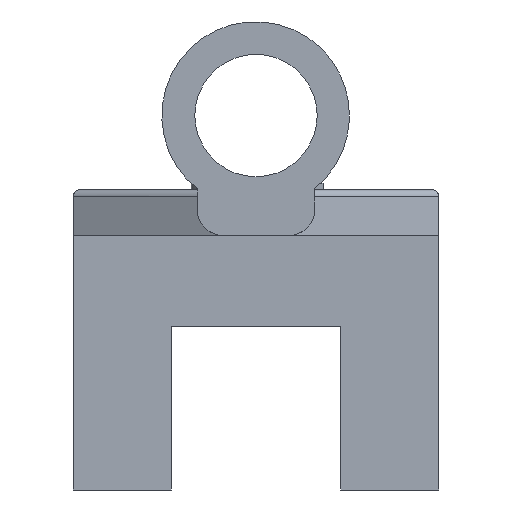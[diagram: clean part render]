
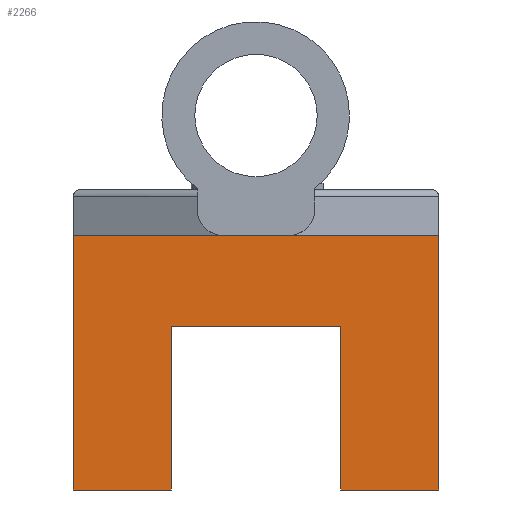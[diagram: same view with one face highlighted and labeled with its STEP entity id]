
A CAD part, front view. The second image highlights one B-rep face of the part: STEP entity #2266.
In plain terms, the highlighted planar face has unit normal (0, -1, 0).
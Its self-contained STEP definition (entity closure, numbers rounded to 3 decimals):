
#85=PLANE('',#2448);
#168=FACE_OUTER_BOUND('',#296,.T.);
#296=EDGE_LOOP('',(#1650,#1651,#1652,#1653,#1654,#1655,#1656,#1657));
#485=LINE('',#3206,#712);
#499=LINE('',#3239,#726);
#500=LINE('',#3241,#727);
#501=LINE('',#3243,#728);
#502=LINE('',#3245,#729);
#503=LINE('',#3247,#730);
#504=LINE('',#3249,#731);
#505=LINE('',#3250,#732);
#712=VECTOR('',#2658,10.);
#726=VECTOR('',#2690,10.);
#727=VECTOR('',#2693,10.);
#728=VECTOR('',#2694,10.);
#729=VECTOR('',#2695,10.);
#730=VECTOR('',#2696,10.);
#731=VECTOR('',#2697,10.);
#732=VECTOR('',#2698,10.);
#1015=VERTEX_POINT('',#3203);
#1016=VERTEX_POINT('',#3205);
#1022=VERTEX_POINT('',#3227);
#1026=VERTEX_POINT('',#3237);
#1027=VERTEX_POINT('',#3242);
#1028=VERTEX_POINT('',#3244);
#1029=VERTEX_POINT('',#3246);
#1030=VERTEX_POINT('',#3248);
#1253=EDGE_CURVE('',#1016,#1015,#485,.T.);
#1270=EDGE_CURVE('',#1022,#1026,#499,.T.);
#1271=EDGE_CURVE('',#1015,#1022,#500,.T.);
#1272=EDGE_CURVE('',#1026,#1027,#501,.F.);
#1273=EDGE_CURVE('',#1027,#1028,#502,.T.);
#1274=EDGE_CURVE('',#1028,#1029,#503,.F.);
#1275=EDGE_CURVE('',#1029,#1030,#504,.T.);
#1276=EDGE_CURVE('',#1030,#1016,#505,.F.);
#1650=ORIENTED_EDGE('',*,*,#1271,.T.);
#1651=ORIENTED_EDGE('',*,*,#1270,.T.);
#1652=ORIENTED_EDGE('',*,*,#1272,.T.);
#1653=ORIENTED_EDGE('',*,*,#1273,.T.);
#1654=ORIENTED_EDGE('',*,*,#1274,.T.);
#1655=ORIENTED_EDGE('',*,*,#1275,.T.);
#1656=ORIENTED_EDGE('',*,*,#1276,.T.);
#1657=ORIENTED_EDGE('',*,*,#1253,.T.);
#2266=ADVANCED_FACE('',(#168),#85,.F.);
#2448=AXIS2_PLACEMENT_3D('',#3240,#2691,#2692);
#2658=DIRECTION('',(0.,0.,1.));
#2690=DIRECTION('',(0.,0.,-1.));
#2691=DIRECTION('center_axis',(0.,1.,0.));
#2692=DIRECTION('ref_axis',(1.,0.,0.));
#2693=DIRECTION('',(-1.,0.,0.));
#2694=DIRECTION('',(-1.,0.,0.));
#2695=DIRECTION('',(0.,0.,1.));
#2696=DIRECTION('',(-1.,0.,0.));
#2697=DIRECTION('',(0.,0.,-1.));
#2698=DIRECTION('',(-1.,0.,0.));
#3203=CARTESIAN_POINT('',(53.,-2.,39.));
#3205=CARTESIAN_POINT('',(53.,-2.,0.));
#3206=CARTESIAN_POINT('',(53.,-2.,28.5));
#3227=CARTESIAN_POINT('',(-3.,-2.,39.));
#3237=CARTESIAN_POINT('',(-3.,-2.,0.));
#3239=CARTESIAN_POINT('',(-3.,-2.,11.));
#3240=CARTESIAN_POINT('Origin',(25.,-2.,22.));
#3241=CARTESIAN_POINT('',(16.75,-2.,39.));
#3242=CARTESIAN_POINT('',(12.,-2.,0.));
#3243=CARTESIAN_POINT('',(17.5,-2.,0.));
#3244=CARTESIAN_POINT('',(12.,-2.,25.));
#3245=CARTESIAN_POINT('',(12.,-2.,23.5));
#3246=CARTESIAN_POINT('',(38.,-2.,25.));
#3247=CARTESIAN_POINT('',(32.5,-2.,25.));
#3248=CARTESIAN_POINT('',(38.,-2.,0.));
#3249=CARTESIAN_POINT('',(38.,-2.,11.));
#3250=CARTESIAN_POINT('',(37.5,-2.,0.));
